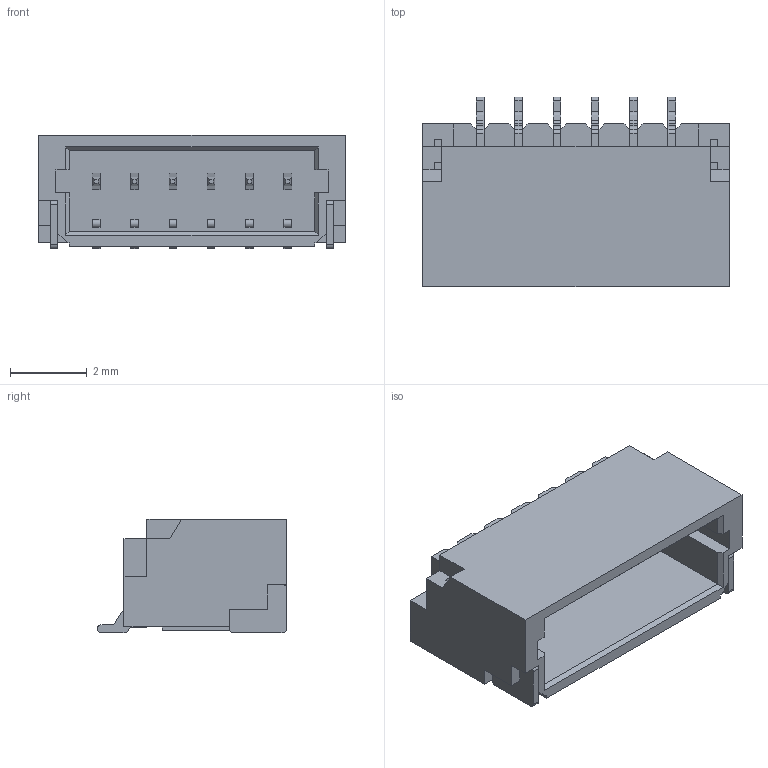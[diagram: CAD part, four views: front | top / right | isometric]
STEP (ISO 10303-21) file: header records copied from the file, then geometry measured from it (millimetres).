
FILE_DESCRIPTION(('STEP AP214'), '1');
FILE_NAME('SMxB-SRSS-TB', '', ('UNSPECIFIED'), ('UNSPECIFIED'), 'ASCON STEP Converter 1.6', 'ASCON Math Kernel', '');
FILE_SCHEMA(('AUTOMOTIVE_DESIGN { 1 0 10303 214 3 1 1}'));
Length unit declared in the file: millimetre
Bounding box: 8 x 4.95 x 2.95 mm (x, y, z)
Volume: 51.2 mm3; surface area: 264.9 mm2
Topology: 9 solids, 9 shells, 351 faces, 1026 edges, 682 vertices
Faces by surface type: plane 297, cylinder 54
Entity records: 14424 total; most frequent: CARTESIAN_POINT 2060, ORIENTED_EDGE 2052, DIRECTION 1838, EDGE_CURVE 1026, LINE 918, VECTOR 918, VERTEX_POINT 682, AXIS2_PLACEMENT_3D 460
